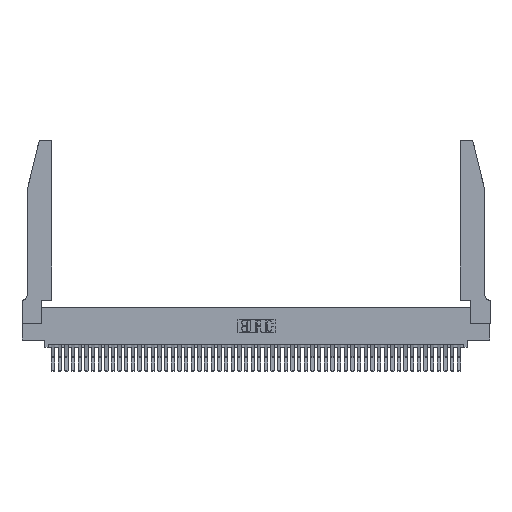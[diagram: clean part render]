
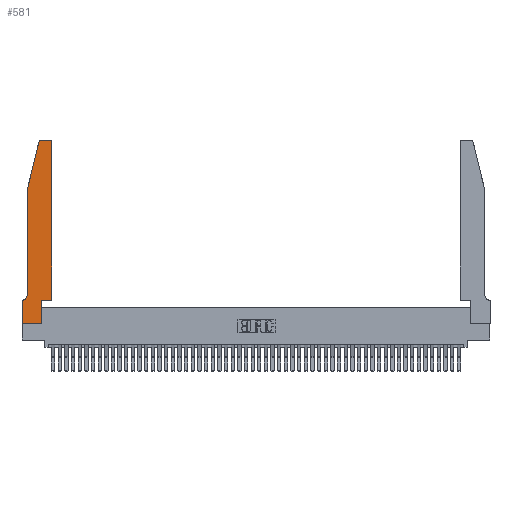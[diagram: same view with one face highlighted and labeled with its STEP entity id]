
A CAD part, top view. The second image highlights one B-rep face of the part: STEP entity #581.
In plain terms, the highlighted planar face has unit normal (0, 0, 1).
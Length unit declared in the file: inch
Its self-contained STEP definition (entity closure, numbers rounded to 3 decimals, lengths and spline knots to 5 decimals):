
#581 = ADVANCED_FACE ( 'NONE', ( #25450 ), #49579, .T. ) ;
#976 = ORIENTED_EDGE ( 'NONE', *, *, #36159, .T. ) ;
#1355 = VERTEX_POINT ( 'NONE', #50012 ) ;
#1386 = CARTESIAN_POINT ( 'NONE',  ( 0., 0., 0.37 ) ) ;
#1522 = DIRECTION ( 'NONE',  ( 0., -1., 0. ) ) ;
#2428 = VERTEX_POINT ( 'NONE', #16718 ) ;
#2484 = CARTESIAN_POINT ( 'NONE',  ( 0., 0.35, 0.37 ) ) ;
#2562 = CARTESIAN_POINT ( 'NONE',  ( 0.284, 2.75, 0.37 ) ) ;
#2710 = DIRECTION ( 'NONE',  ( -1., 0., 0. ) ) ;
#2985 = ORIENTED_EDGE ( 'NONE', *, *, #26975, .T. ) ;
#3621 = EDGE_CURVE ( 'NONE', #46371, #22196, #43898, .T. ) ;
#5064 = AXIS2_PLACEMENT_3D ( 'NONE', #2484, #30190, #6539 ) ;
#6539 = DIRECTION ( 'NONE',  ( 1., 0., 0. ) ) ;
#7264 = LINE ( 'NONE', #25449, #15408 ) ;
#7611 = CARTESIAN_POINT ( 'NONE',  ( 0.0055, 0.35, 0.37 ) ) ;
#7934 = LINE ( 'NONE', #18690, #19759 ) ;
#8150 = VERTEX_POINT ( 'NONE', #35568 ) ;
#8159 = VERTEX_POINT ( 'NONE', #47358 ) ;
#8607 = EDGE_CURVE ( 'NONE', #8150, #8159, #13963, .T. ) ;
#8633 = CARTESIAN_POINT ( 'NONE',  ( 0., 0., 0.37 ) ) ;
#8983 = CARTESIAN_POINT ( 'NONE',  ( 0.4205, 2.75, 0.37 ) ) ;
#9721 = DIRECTION ( 'NONE',  ( -1., 0., 0. ) ) ;
#9868 = ORIENTED_EDGE ( 'NONE', *, *, #3621, .T. ) ;
#10467 = EDGE_LOOP ( 'NONE', ( #9868, #28723, #36305, #40180, #44720, #37117, #45948, #17207, #48901, #35598, #2985, #976 ) ) ;
#10634 = VERTEX_POINT ( 'NONE', #38312 ) ;
#10703 = VECTOR ( 'NONE', #1522, 39.37008 ) ;
#11253 = DIRECTION ( 'NONE',  ( 0., 0., 1. ) ) ;
#12720 = VECTOR ( 'NONE', #21037, 39.37008 ) ;
#13963 = LINE ( 'NONE', #23848, #23219 ) ;
#14426 = AXIS2_PLACEMENT_3D ( 'NONE', #19663, #46928, #23629 ) ;
#14619 = CARTESIAN_POINT ( 'NONE',  ( 0.0055, 0.42, 0.37 ) ) ;
#14653 = LINE ( 'NONE', #26775, #23902 ) ;
#14682 = CARTESIAN_POINT ( 'NONE',  ( 0.2605, 2.75, 0.37 ) ) ;
#15210 = AXIS2_PLACEMENT_3D ( 'NONE', #34707, #11253, #38645 ) ;
#15408 = VECTOR ( 'NONE', #9721, 39.37008 ) ;
#15478 = EDGE_CURVE ( 'NONE', #37049, #26410, #16877, .T. ) ;
#16718 = CARTESIAN_POINT ( 'NONE',  ( 0.2865, 0., 0.37 ) ) ;
#16796 = EDGE_CURVE ( 'NONE', #22196, #18819, #37469, .T. ) ;
#16877 = LINE ( 'NONE', #46767, #36400 ) ;
#17135 = VECTOR ( 'NONE', #33204, 39.37008 ) ;
#17207 = ORIENTED_EDGE ( 'NONE', *, *, #30230, .T. ) ;
#18109 = EDGE_CURVE ( 'NONE', #1355, #20229, #38029, .T. ) ;
#18563 = DIRECTION ( 'NONE',  ( -1., 0., 0. ) ) ;
#18690 = CARTESIAN_POINT ( 'NONE',  ( 0.0755, 2., 0.37 ) ) ;
#18819 = VERTEX_POINT ( 'NONE', #45941 ) ;
#19663 = CARTESIAN_POINT ( 'NONE',  ( 0.4205, 2.72, 0.37 ) ) ;
#19759 = VECTOR ( 'NONE', #34195, 39.37008 ) ;
#20229 = VERTEX_POINT ( 'NONE', #7611 ) ;
#20790 = EDGE_CURVE ( 'NONE', #2428, #8150, #43929, .T. ) ;
#21037 = DIRECTION ( 'NONE',  ( 0., 1., 0. ) ) ;
#21252 = LINE ( 'NONE', #36212, #10703 ) ;
#21985 = DIRECTION ( 'NONE',  ( 1., 0., 0. ) ) ;
#22021 = EDGE_CURVE ( 'NONE', #31571, #1355, #21252, .T. ) ;
#22196 = VERTEX_POINT ( 'NONE', #2562 ) ;
#23210 = VECTOR ( 'NONE', #2710, 39.37008 ) ;
#23219 = VECTOR ( 'NONE', #21985, 39.37008 ) ;
#23629 = DIRECTION ( 'NONE',  ( 1., 0., 0. ) ) ;
#23848 = CARTESIAN_POINT ( 'NONE',  ( 0.4505, 0.35, 0.37 ) ) ;
#23902 = VECTOR ( 'NONE', #42252, 39.37008 ) ;
#25449 = CARTESIAN_POINT ( 'NONE',  ( 0.0755, 0.35, 0.37 ) ) ;
#25450 = FACE_OUTER_BOUND ( 'NONE', #10467, .T. ) ;
#25901 = CARTESIAN_POINT ( 'NONE',  ( 0., 0.35, 0.37 ) ) ;
#26410 = VERTEX_POINT ( 'NONE', #8633 ) ;
#26775 = CARTESIAN_POINT ( 'NONE',  ( 0.4505, 0.35, 0.37 ) ) ;
#26975 = EDGE_CURVE ( 'NONE', #8159, #10634, #14653, .T. ) ;
#27567 = LINE ( 'NONE', #1386, #17135 ) ;
#28723 = ORIENTED_EDGE ( 'NONE', *, *, #16796, .T. ) ;
#28857 = CARTESIAN_POINT ( 'NONE',  ( 0.2865, 0.35, 0.37 ) ) ;
#28884 = EDGE_CURVE ( 'NONE', #18819, #31571, #7934, .T. ) ;
#30190 = DIRECTION ( 'NONE',  ( 0., 0., 1. ) ) ;
#30230 = EDGE_CURVE ( 'NONE', #26410, #2428, #27567, .T. ) ;
#31348 = CIRCLE ( 'NONE', #14426, 0.03 ) ;
#31571 = VERTEX_POINT ( 'NONE', #32919 ) ;
#32919 = CARTESIAN_POINT ( 'NONE',  ( 0.0755, 2., 0.37 ) ) ;
#33204 = DIRECTION ( 'NONE',  ( 1., 0., 0. ) ) ;
#34195 = DIRECTION ( 'NONE',  ( -0.239, -0.971, 0. ) ) ;
#34707 = CARTESIAN_POINT ( 'NONE',  ( 0.284, 2.72, 0.37 ) ) ;
#35568 = CARTESIAN_POINT ( 'NONE',  ( 0.2865, 0.35, 0.37 ) ) ;
#35598 = ORIENTED_EDGE ( 'NONE', *, *, #8607, .T. ) ;
#36159 = EDGE_CURVE ( 'NONE', #10634, #46371, #31348, .T. ) ;
#36212 = CARTESIAN_POINT ( 'NONE',  ( 0.0755, 2., 0.37 ) ) ;
#36305 = ORIENTED_EDGE ( 'NONE', *, *, #28884, .T. ) ;
#36400 = VECTOR ( 'NONE', #50646, 39.37008 ) ;
#36465 = EDGE_CURVE ( 'NONE', #20229, #37049, #7264, .T. ) ;
#37049 = VERTEX_POINT ( 'NONE', #25901 ) ;
#37117 = ORIENTED_EDGE ( 'NONE', *, *, #36465, .T. ) ;
#37469 = CIRCLE ( 'NONE', #15210, 0.03 ) ;
#38029 = CIRCLE ( 'NONE', #43700, 0.07 ) ;
#38312 = CARTESIAN_POINT ( 'NONE',  ( 0.4505, 2.72, 0.37 ) ) ;
#38645 = DIRECTION ( 'NONE',  ( 1., 0., 0. ) ) ;
#40180 = ORIENTED_EDGE ( 'NONE', *, *, #22021, .T. ) ;
#41939 = DIRECTION ( 'NONE',  ( 0., 0., -1. ) ) ;
#42252 = DIRECTION ( 'NONE',  ( 0., 1., 0. ) ) ;
#43700 = AXIS2_PLACEMENT_3D ( 'NONE', #14619, #41939, #18563 ) ;
#43898 = LINE ( 'NONE', #14682, #23210 ) ;
#43929 = LINE ( 'NONE', #28857, #12720 ) ;
#44720 = ORIENTED_EDGE ( 'NONE', *, *, #18109, .T. ) ;
#45941 = CARTESIAN_POINT ( 'NONE',  ( 0.25487, 2.72718, 0.37 ) ) ;
#45948 = ORIENTED_EDGE ( 'NONE', *, *, #15478, .T. ) ;
#46371 = VERTEX_POINT ( 'NONE', #8983 ) ;
#46767 = CARTESIAN_POINT ( 'NONE',  ( 0., 0., 0.37 ) ) ;
#46928 = DIRECTION ( 'NONE',  ( 0., 0., 1. ) ) ;
#47358 = CARTESIAN_POINT ( 'NONE',  ( 0.4505, 0.35, 0.37 ) ) ;
#48901 = ORIENTED_EDGE ( 'NONE', *, *, #20790, .T. ) ;
#49579 = PLANE ( 'NONE',  #5064 ) ;
#50012 = CARTESIAN_POINT ( 'NONE',  ( 0.0755, 0.42, 0.37 ) ) ;
#50646 = DIRECTION ( 'NONE',  ( 0., -1., 0. ) ) ;
